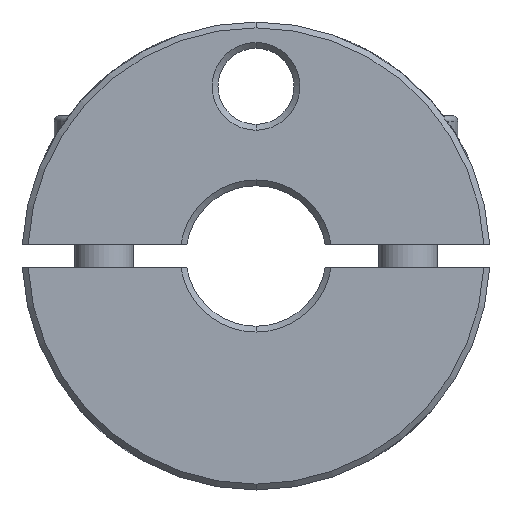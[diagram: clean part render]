
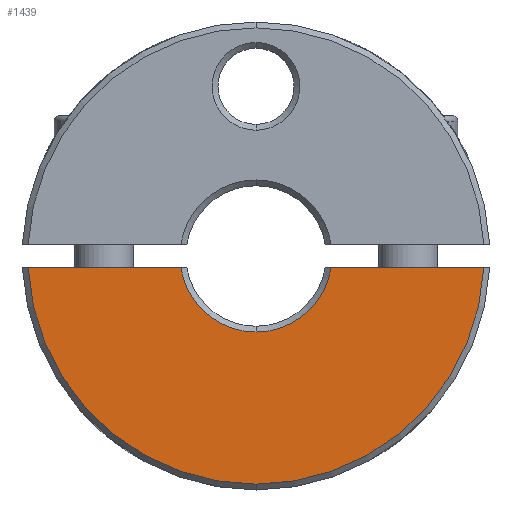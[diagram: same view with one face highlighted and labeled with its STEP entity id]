
A CAD part, front view. The second image highlights one B-rep face of the part: STEP entity #1439.
In plain terms, the highlighted planar face has unit normal (0, -1, 0).
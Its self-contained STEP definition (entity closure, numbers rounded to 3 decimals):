
#589=EDGE_CURVE('',#665,#1409,#1618,.T.);
#665=VERTEX_POINT('',#1709);
#671=VERTEX_POINT('',#1716);
#705=EDGE_CURVE('',#1033,#671,#1756,.T.);
#825=EDGE_CURVE('',#1409,#1033,#1888,.T.);
#881=EDGE_CURVE('',#665,#1153,#1956,.T.);
#1033=VERTEX_POINT('',#2122);
#1107=EDGE_CURVE('',#1153,#1117,#2202,.T.);
#1117=VERTEX_POINT('',#2213);
#1153=VERTEX_POINT('',#2254);
#1409=VERTEX_POINT('',#2532);
#1439=ADVANCED_FACE('',(#2565),#2566,.T.);
#1507=EDGE_CURVE('',#671,#1117,#2645,.T.);
#1618=LINE('',#2784,#2785);
#1709=CARTESIAN_POINT('',(-6.423,-12.0,-1.0));
#1716=CARTESIAN_POINT('',(19.474,-12.0,-1.0));
#1756=CIRCLE('',#3014,19.5);
#1888=CIRCLE('',#3241,19.5);
#1956=CIRCLE('',#3386,6.5);
#2122=CARTESIAN_POINT('',(0.,-12.0,-19.5));
#2202=CIRCLE('',#3788,6.5);
#2213=CARTESIAN_POINT('',(6.423,-12.0,-1.0));
#2254=CARTESIAN_POINT('',(0.,-12.0,-6.5));
#2532=CARTESIAN_POINT('',(-19.474,-12.0,-1.0));
#2565=FACE_OUTER_BOUND('',#4485,.T.);
#2566=PLANE('',#4486);
#2645=LINE('',#4615,#4616);
#2784=CARTESIAN_POINT('',(4.5,-12.0,-1.0));
#2785=VECTOR('',#4734,1.0);
#3014=AXIS2_PLACEMENT_3D('',#4946,#4947,#4948);
#3241=AXIS2_PLACEMENT_3D('',#5071,#5072,#5073);
#3386=AXIS2_PLACEMENT_3D('',#5173,#5174,#5175);
#3788=AXIS2_PLACEMENT_3D('',#5434,#5435,#5436);
#4485=EDGE_LOOP('',(#5797,#5798,#5799,#5800,#5801,#5802));
#4486=AXIS2_PLACEMENT_3D('',#5803,#5804,#5805);
#4615=CARTESIAN_POINT('',(20.0,-12.0,-1.0));
#4616=VECTOR('',#5909,1.0);
#4734=DIRECTION('',(-1.0,0.,0.));
#4946=CARTESIAN_POINT('',(0.,-12.0,0.));
#4947=DIRECTION('',(0.,-1.0,0.));
#4948=DIRECTION('',(0.,0.,1.0));
#5071=CARTESIAN_POINT('',(0.,-12.0,0.));
#5072=DIRECTION('',(0.,-1.0,0.));
#5073=DIRECTION('',(0.,0.,1.0));
#5173=CARTESIAN_POINT('',(0.,-12.0,0.));
#5174=DIRECTION('',(0.,-1.0,0.));
#5175=DIRECTION('',(0.,0.,1.0));
#5434=CARTESIAN_POINT('',(0.,-12.0,0.));
#5435=DIRECTION('',(0.,-1.0,0.));
#5436=DIRECTION('',(0.,0.,1.0));
#5797=ORIENTED_EDGE('',*,*,#1507,.T.);
#5798=ORIENTED_EDGE('',*,*,#1107,.F.);
#5799=ORIENTED_EDGE('',*,*,#881,.F.);
#5800=ORIENTED_EDGE('',*,*,#589,.T.);
#5801=ORIENTED_EDGE('',*,*,#825,.T.);
#5802=ORIENTED_EDGE('',*,*,#705,.T.);
#5803=CARTESIAN_POINT('',(0.,-12.0,13.));
#5804=DIRECTION('',(0.,-1.0,0.));
#5805=DIRECTION('',(0.,0.,1.0));
#5909=DIRECTION('',(-1.0,0.,0.));
